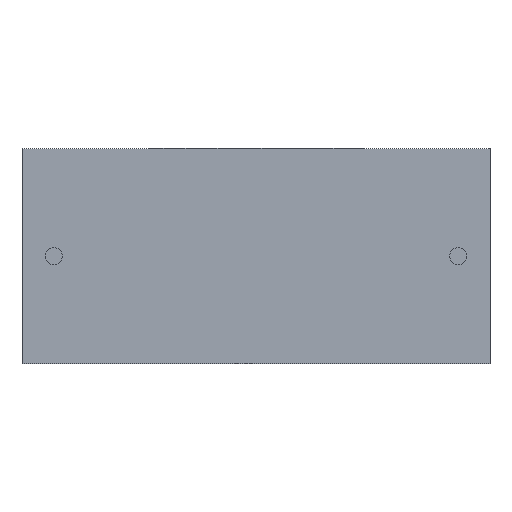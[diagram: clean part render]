
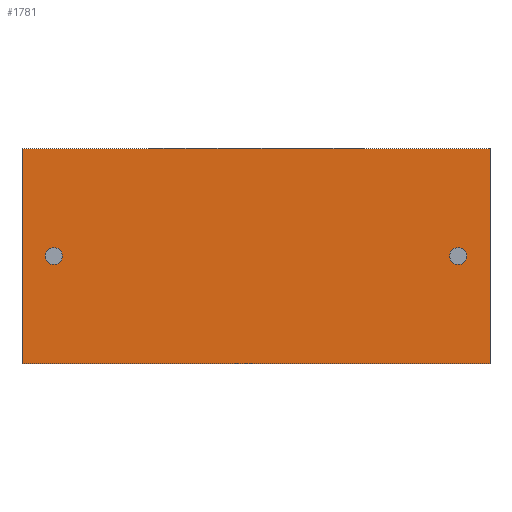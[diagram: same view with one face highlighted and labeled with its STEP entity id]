
A CAD part, front view. The second image highlights one B-rep face of the part: STEP entity #1781.
In plain terms, the highlighted planar face has unit normal (0, -1, 0).
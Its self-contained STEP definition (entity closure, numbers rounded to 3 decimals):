
#21 = DIRECTION ( 'NONE',  ( 0., 0., 1. ) ) ;
#48 = CARTESIAN_POINT ( 'NONE',  ( 0., 0., 10.8 ) ) ;
#92 = LINE ( 'NONE', #1237, #983 ) ;
#128 = DIRECTION ( 'NONE',  ( 1., 0., 0. ) ) ;
#130 = DIRECTION ( 'NONE',  ( 0., 0., 1. ) ) ;
#152 = CARTESIAN_POINT ( 'NONE',  ( 21.9, 0., 4.975 ) ) ;
#154 = CIRCLE ( 'NONE', #400, 0.425 ) ;
#171 = DIRECTION ( 'NONE',  ( 0., 0., 1. ) ) ;
#214 = VECTOR ( 'NONE', #384, 1000. ) ;
#234 = VERTEX_POINT ( 'NONE', #508 ) ;
#237 = EDGE_CURVE ( 'NONE', #234, #813, #739, .T. ) ;
#243 = FACE_BOUND ( 'NONE', #1075, .T. ) ;
#246 = DIRECTION ( 'NONE',  ( 0., 0., -1. ) ) ;
#384 = DIRECTION ( 'NONE',  ( 1., 0., 0. ) ) ;
#400 = AXIS2_PLACEMENT_3D ( 'NONE', #1785, #2344, #2363 ) ;
#410 = VERTEX_POINT ( 'NONE', #152 ) ;
#449 = DIRECTION ( 'NONE',  ( 0., 0., -1. ) ) ;
#460 = VECTOR ( 'NONE', #246, 1000. ) ;
#508 = CARTESIAN_POINT ( 'NONE',  ( 1.6, 0., 4.975 ) ) ;
#565 = EDGE_LOOP ( 'NONE', ( #1105, #1584, #1201, #2046 ) ) ;
#639 = ORIENTED_EDGE ( 'NONE', *, *, #883, .F. ) ;
#692 = ORIENTED_EDGE ( 'NONE', *, *, #1116, .T. ) ;
#695 = ORIENTED_EDGE ( 'NONE', *, *, #237, .F. ) ;
#738 = LINE ( 'NONE', #1351, #214 ) ;
#739 = CIRCLE ( 'NONE', #1370, 0.425 ) ;
#781 = EDGE_LOOP ( 'NONE', ( #692, #1436 ) ) ;
#785 = DIRECTION ( 'NONE',  ( 0., 1., 0. ) ) ;
#813 = VERTEX_POINT ( 'NONE', #1646 ) ;
#824 = AXIS2_PLACEMENT_3D ( 'NONE', #1383, #785, #21 ) ;
#827 = VECTOR ( 'NONE', #449, 1000. ) ;
#883 = EDGE_CURVE ( 'NONE', #813, #234, #1663, .T. ) ;
#909 = AXIS2_PLACEMENT_3D ( 'NONE', #1691, #959, #2103 ) ;
#959 = DIRECTION ( 'NONE',  ( 0., 1., 0. ) ) ;
#983 = VECTOR ( 'NONE', #128, 1000. ) ;
#1030 = EDGE_CURVE ( 'NONE', #1087, #1441, #2029, .T. ) ;
#1037 = LINE ( 'NONE', #48, #460 ) ;
#1051 = CARTESIAN_POINT ( 'NONE',  ( 21.9, 0., 5.825 ) ) ;
#1075 = EDGE_LOOP ( 'NONE', ( #639, #695 ) ) ;
#1087 = VERTEX_POINT ( 'NONE', #1964 ) ;
#1105 = ORIENTED_EDGE ( 'NONE', *, *, #1338, .T. ) ;
#1116 = EDGE_CURVE ( 'NONE', #1257, #410, #154, .T. ) ;
#1122 = CARTESIAN_POINT ( 'NONE',  ( 23.5, 0., 0. ) ) ;
#1201 = ORIENTED_EDGE ( 'NONE', *, *, #1398, .F. ) ;
#1237 = CARTESIAN_POINT ( 'NONE',  ( 0., 0., 0. ) ) ;
#1257 = VERTEX_POINT ( 'NONE', #1051 ) ;
#1338 = EDGE_CURVE ( 'NONE', #2365, #1441, #92, .T. ) ;
#1350 = PLANE ( 'NONE',  #824 ) ;
#1351 = CARTESIAN_POINT ( 'NONE',  ( 0., 0., 10.8 ) ) ;
#1370 = AXIS2_PLACEMENT_3D ( 'NONE', #2039, #2422, #130 ) ;
#1383 = CARTESIAN_POINT ( 'NONE',  ( 0., 0., 10.8 ) ) ;
#1395 = FACE_BOUND ( 'NONE', #781, .T. ) ;
#1398 = EDGE_CURVE ( 'NONE', #2466, #1087, #738, .T. ) ;
#1410 = CARTESIAN_POINT ( 'NONE',  ( 23.5, 0., 10.8 ) ) ;
#1436 = ORIENTED_EDGE ( 'NONE', *, *, #1645, .T. ) ;
#1441 = VERTEX_POINT ( 'NONE', #1122 ) ;
#1546 = EDGE_CURVE ( 'NONE', #2466, #2365, #1037, .T. ) ;
#1584 = ORIENTED_EDGE ( 'NONE', *, *, #1030, .F. ) ;
#1645 = EDGE_CURVE ( 'NONE', #410, #1257, #2148, .T. ) ;
#1646 = CARTESIAN_POINT ( 'NONE',  ( 1.6, 0., 5.825 ) ) ;
#1663 = CIRCLE ( 'NONE', #1902, 0.425 ) ;
#1691 = CARTESIAN_POINT ( 'NONE',  ( 21.9, 0., 5.4 ) ) ;
#1704 = CARTESIAN_POINT ( 'NONE',  ( 1.6, 0., 5.4 ) ) ;
#1776 = CARTESIAN_POINT ( 'NONE',  ( 0., 0., 0. ) ) ;
#1781 = ADVANCED_FACE ( 'NONE', ( #1395, #1996, #243 ), #1350, .F. ) ;
#1785 = CARTESIAN_POINT ( 'NONE',  ( 21.9, 0., 5.4 ) ) ;
#1902 = AXIS2_PLACEMENT_3D ( 'NONE', #1704, #1904, #171 ) ;
#1904 = DIRECTION ( 'NONE',  ( 0., -1., 0. ) ) ;
#1940 = CARTESIAN_POINT ( 'NONE',  ( 0., 0., 10.8 ) ) ;
#1964 = CARTESIAN_POINT ( 'NONE',  ( 23.5, 0., 10.8 ) ) ;
#1996 = FACE_OUTER_BOUND ( 'NONE', #565, .T. ) ;
#2029 = LINE ( 'NONE', #1410, #827 ) ;
#2039 = CARTESIAN_POINT ( 'NONE',  ( 1.6, 0., 5.4 ) ) ;
#2046 = ORIENTED_EDGE ( 'NONE', *, *, #1546, .T. ) ;
#2103 = DIRECTION ( 'NONE',  ( 0., 0., -1. ) ) ;
#2148 = CIRCLE ( 'NONE', #909, 0.425 ) ;
#2344 = DIRECTION ( 'NONE',  ( 0., 1., 0. ) ) ;
#2363 = DIRECTION ( 'NONE',  ( 0., 0., -1. ) ) ;
#2365 = VERTEX_POINT ( 'NONE', #1776 ) ;
#2422 = DIRECTION ( 'NONE',  ( 0., -1., 0. ) ) ;
#2466 = VERTEX_POINT ( 'NONE', #1940 ) ;
